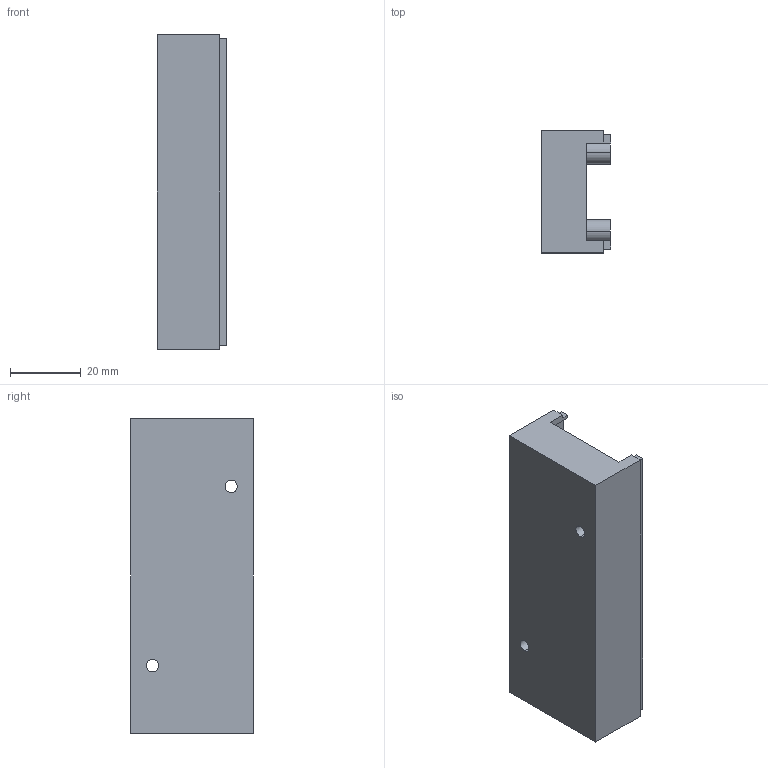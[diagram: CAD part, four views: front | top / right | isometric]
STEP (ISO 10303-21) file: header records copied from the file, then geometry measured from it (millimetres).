
FILE_DESCRIPTION (( 'STEP AP214' ), '1' );
FILE_NAME ('User Library-Z-103.STEP', '2016-02-22T08:17:08', ( 'Windows User' ), ( '' ), 'SwSTEP 2.0', 'SolidWorks 2016', '' );
FILE_SCHEMA (( 'AUTOMOTIVE_DESIGN' ));
Length unit declared in the file: inch
Products named in the file (2): User Library-Z-103_Part3; User Library-Z-103
Assembly tree (1 placements, depth 2):
  User Library-Z-103
    User Library-Z-103_Part3
Bounding box: 19.8 x 34.6 x 89 mm (x, y, z)
Volume: 20589.4 mm3; surface area: 15435.3 mm2
Topology: 1 solids, 1 shells, 40 faces, 108 edges, 72 vertices
Faces by surface type: plane 32, cylinder 8
Entity records: 1850 total; most frequent: CARTESIAN_POINT 224, ORIENTED_EDGE 216, DIRECTION 212, EDGE_CURVE 108, LINE 92, VECTOR 92, VERTEX_POINT 72, AXIS2_PLACEMENT_3D 60
